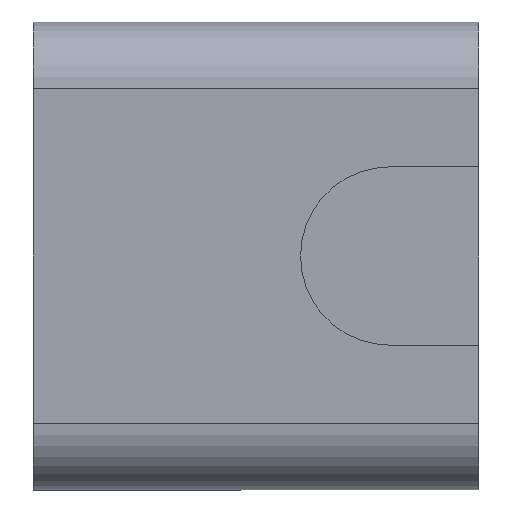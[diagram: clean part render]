
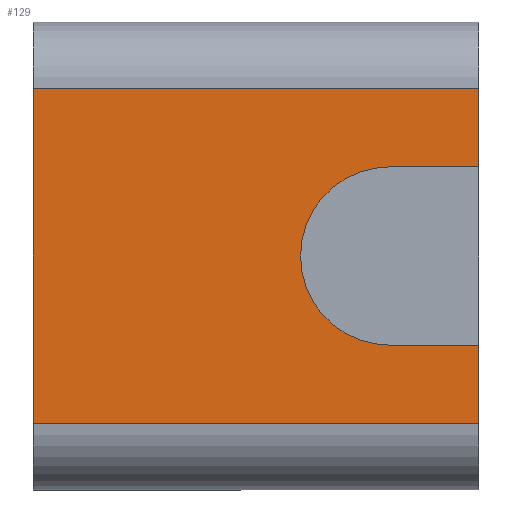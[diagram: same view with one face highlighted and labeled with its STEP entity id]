
A CAD part, left-side view. The second image highlights one B-rep face of the part: STEP entity #129.
In plain terms, the highlighted planar face has unit normal (-1, 0, 0).
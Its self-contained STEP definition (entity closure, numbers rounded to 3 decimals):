
#53=CIRCLE('',#1156,4.);
#129=ADVANCED_FACE('',(#228),#173,.T.);
#173=PLANE('',#1216);
#228=FACE_OUTER_BOUND('',#286,.T.);
#286=EDGE_LOOP('',(#582,#583,#584,#585,#586,#587,#588,#589));
#582=ORIENTED_EDGE('',*,*,#744,.T.);
#583=ORIENTED_EDGE('',*,*,#762,.F.);
#584=ORIENTED_EDGE('',*,*,#853,.F.);
#585=ORIENTED_EDGE('',*,*,#859,.T.);
#586=ORIENTED_EDGE('',*,*,#858,.T.);
#587=ORIENTED_EDGE('',*,*,#763,.F.);
#588=ORIENTED_EDGE('',*,*,#751,.T.);
#589=ORIENTED_EDGE('',*,*,#748,.T.);
#628=VERTEX_POINT('',#1601);
#629=VERTEX_POINT('',#1602);
#632=VERTEX_POINT('',#1610);
#634=VERTEX_POINT('',#1616);
#642=VERTEX_POINT('',#1636);
#643=VERTEX_POINT('',#1639);
#701=VERTEX_POINT('',#1816);
#703=VERTEX_POINT('',#1827);
#744=EDGE_CURVE('',#628,#629,#898,.T.);
#748=EDGE_CURVE('',#632,#628,#53,.T.);
#751=EDGE_CURVE('',#634,#632,#903,.T.);
#762=EDGE_CURVE('',#642,#629,#912,.T.);
#763=EDGE_CURVE('',#634,#643,#913,.T.);
#853=EDGE_CURVE('',#701,#642,#986,.T.);
#858=EDGE_CURVE('',#703,#643,#990,.T.);
#859=EDGE_CURVE('',#701,#703,#991,.T.);
#898=LINE('',#1600,#1030);
#903=LINE('',#1615,#1035);
#912=LINE('',#1637,#1044);
#913=LINE('',#1638,#1045);
#986=LINE('',#1817,#1118);
#990=LINE('',#1828,#1122);
#991=LINE('',#1830,#1123);
#1030=VECTOR('',#1294,1.);
#1035=VECTOR('',#1307,1.);
#1044=VECTOR('',#1324,1.);
#1045=VECTOR('',#1325,1.);
#1118=VECTOR('',#1492,1.);
#1122=VECTOR('',#1506,1.);
#1123=VECTOR('',#1509,1.);
#1156=AXIS2_PLACEMENT_3D('',#1609,#1300,#1301);
#1216=AXIS2_PLACEMENT_3D('',#1831,#1510,#1511);
#1294=DIRECTION('',(0.,-1.,0.));
#1300=DIRECTION('',(1.,0.,0.));
#1301=DIRECTION('',(0.,0.,1.));
#1307=DIRECTION('',(0.,1.,0.));
#1324=DIRECTION('',(0.,0.,-1.));
#1325=DIRECTION('',(0.,0.,-1.));
#1492=DIRECTION('',(0.,-1.,0.));
#1506=DIRECTION('',(0.,-1.,0.));
#1509=DIRECTION('',(0.,0.,-1.));
#1510=DIRECTION('',(-1.,0.,0.));
#1511=DIRECTION('',(0.,0.,1.));
#1600=CARTESIAN_POINT('',(0.,12.,14.5));
#1601=CARTESIAN_POINT('',(0.,4.,14.5));
#1602=CARTESIAN_POINT('',(0.,0.,14.5));
#1609=CARTESIAN_POINT('',(0.,4.,10.5));
#1610=CARTESIAN_POINT('',(0.,4.,6.5));
#1615=CARTESIAN_POINT('',(0.,10.,6.5));
#1616=CARTESIAN_POINT('',(0.,0.,6.5));
#1636=CARTESIAN_POINT('',(0.,0.,18.));
#1637=CARTESIAN_POINT('',(0.,0.,18.));
#1638=CARTESIAN_POINT('',(0.,0.,18.));
#1639=CARTESIAN_POINT('',(0.,0.,3.));
#1816=CARTESIAN_POINT('',(0.,20.,18.));
#1817=CARTESIAN_POINT('',(0.,20.,18.));
#1827=CARTESIAN_POINT('',(0.,20.,3.));
#1828=CARTESIAN_POINT('',(0.,20.,3.));
#1830=CARTESIAN_POINT('',(0.,20.,18.));
#1831=CARTESIAN_POINT('',(0.,20.,18.));
